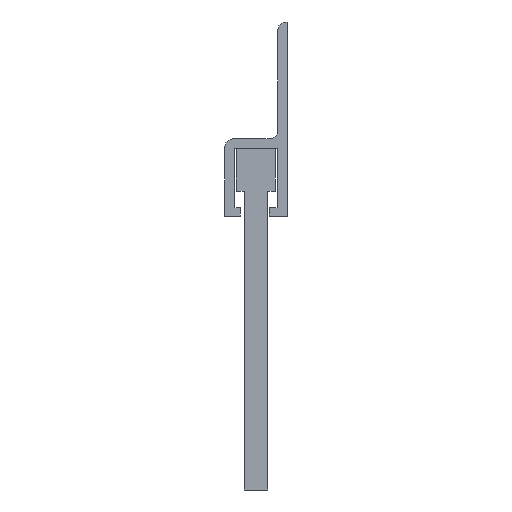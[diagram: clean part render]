
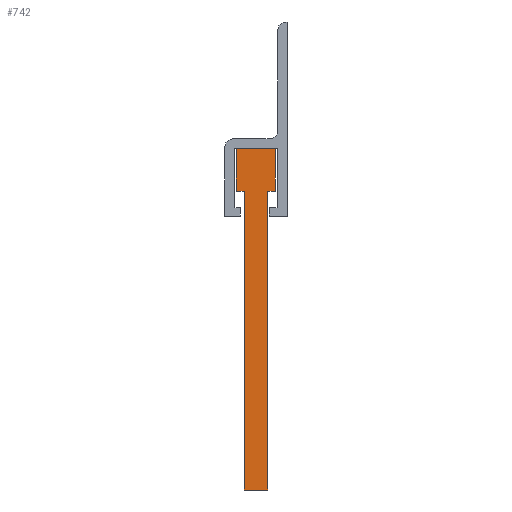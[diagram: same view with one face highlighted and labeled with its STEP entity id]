
A CAD part, front view. The second image highlights one B-rep face of the part: STEP entity #742.
In plain terms, the highlighted planar face has unit normal (0, -1, 0).
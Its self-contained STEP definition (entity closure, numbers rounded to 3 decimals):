
#43=PLANE('',#844);
#82=FACE_OUTER_BOUND('',#121,.T.);
#121=EDGE_LOOP('',(#652,#653,#654,#655,#656,#657,#658,#659));
#186=LINE('',#1245,#265);
#187=LINE('',#1247,#266);
#188=LINE('',#1249,#267);
#189=LINE('',#1251,#268);
#190=LINE('',#1253,#269);
#191=LINE('',#1255,#270);
#192=LINE('',#1257,#271);
#193=LINE('',#1258,#272);
#265=VECTOR('',#1029,10.);
#266=VECTOR('',#1030,10.);
#267=VECTOR('',#1031,10.);
#268=VECTOR('',#1032,10.);
#269=VECTOR('',#1033,10.);
#270=VECTOR('',#1034,10.);
#271=VECTOR('',#1035,10.);
#272=VECTOR('',#1036,10.);
#369=VERTEX_POINT('',#1243);
#370=VERTEX_POINT('',#1244);
#371=VERTEX_POINT('',#1246);
#372=VERTEX_POINT('',#1248);
#373=VERTEX_POINT('',#1250);
#374=VERTEX_POINT('',#1252);
#375=VERTEX_POINT('',#1254);
#376=VERTEX_POINT('',#1256);
#466=EDGE_CURVE('',#369,#370,#186,.T.);
#467=EDGE_CURVE('',#371,#369,#187,.T.);
#468=EDGE_CURVE('',#372,#371,#188,.T.);
#469=EDGE_CURVE('',#373,#372,#189,.T.);
#470=EDGE_CURVE('',#374,#373,#190,.T.);
#471=EDGE_CURVE('',#375,#374,#191,.T.);
#472=EDGE_CURVE('',#376,#375,#192,.T.);
#473=EDGE_CURVE('',#370,#376,#193,.T.);
#652=ORIENTED_EDGE('',*,*,#466,.F.);
#653=ORIENTED_EDGE('',*,*,#467,.F.);
#654=ORIENTED_EDGE('',*,*,#468,.F.);
#655=ORIENTED_EDGE('',*,*,#469,.F.);
#656=ORIENTED_EDGE('',*,*,#470,.F.);
#657=ORIENTED_EDGE('',*,*,#471,.F.);
#658=ORIENTED_EDGE('',*,*,#472,.F.);
#659=ORIENTED_EDGE('',*,*,#473,.F.);
#742=ADVANCED_FACE('',(#82),#43,.F.);
#844=AXIS2_PLACEMENT_3D('',#1242,#1027,#1028);
#1027=DIRECTION('center_axis',(0.,1.,0.));
#1028=DIRECTION('ref_axis',(0.,0.,1.));
#1029=DIRECTION('',(0.,0.,-1.));
#1030=DIRECTION('',(1.,0.,0.));
#1031=DIRECTION('',(0.,0.,1.));
#1032=DIRECTION('',(-1.,0.,0.));
#1033=DIRECTION('',(0.,0.,1.));
#1034=DIRECTION('',(-1.,0.,0.));
#1035=DIRECTION('',(0.,0.,-1.));
#1036=DIRECTION('',(-1.,0.,0.));
#1242=CARTESIAN_POINT('Origin',(0.373,-1500.,-21.729));
#1243=CARTESIAN_POINT('',(2.873,-1500.,-0.614));
#1244=CARTESIAN_POINT('',(2.873,-1500.,-6.114));
#1245=CARTESIAN_POINT('',(2.873,-1500.,-6.114));
#1246=CARTESIAN_POINT('',(-2.127,-1500.,-0.614));
#1247=CARTESIAN_POINT('',(2.873,-1500.,-0.614));
#1248=CARTESIAN_POINT('',(-2.127,-1500.,-6.114));
#1249=CARTESIAN_POINT('',(-2.127,-1500.,-0.614));
#1250=CARTESIAN_POINT('',(-1.127,-1500.,-6.114));
#1251=CARTESIAN_POINT('',(-2.127,-1500.,-6.114));
#1252=CARTESIAN_POINT('',(-1.127,-1500.,-44.414));
#1253=CARTESIAN_POINT('',(-1.127,-1500.,-6.114));
#1254=CARTESIAN_POINT('',(1.873,-1500.,-44.414));
#1255=CARTESIAN_POINT('',(-1.127,-1500.,-44.414));
#1256=CARTESIAN_POINT('',(1.873,-1500.,-6.114));
#1257=CARTESIAN_POINT('',(1.873,-1500.,-44.414));
#1258=CARTESIAN_POINT('',(1.873,-1500.,-6.114));
